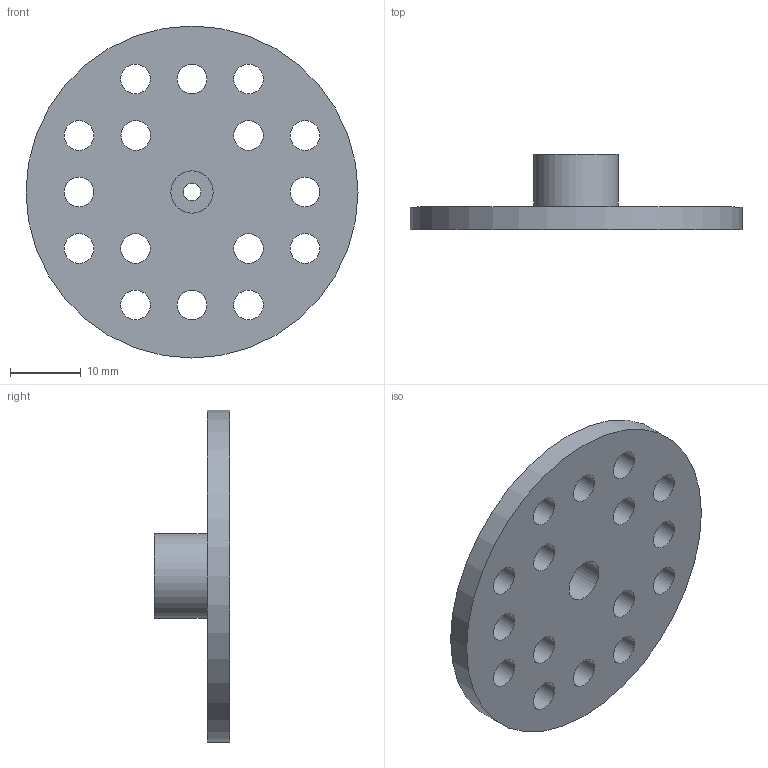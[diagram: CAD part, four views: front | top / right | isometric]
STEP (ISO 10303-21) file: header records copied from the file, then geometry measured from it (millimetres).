
FILE_DESCRIPTION(/* description */ (''),/* implementation_level */ '2;1');
FILE_NAME(/* name */ 'Matrix_13-0002.ipt.stp',/* time_stamp */ '2014-12-18T17:44:14-08:00',/* author */ ('Autodesk Inc.'),/* organization */ ('Autodesk Inc.'),/* preprocessor_version */ 'ST-DEVELOPER v15.6',/* originating_system */ 'Autodesk Inventor 2015',/* authorisation */ '');
FILE_SCHEMA (('AUTOMOTIVE_DESIGN { 1 0 10303 214 3 1 1 }'));
Length unit declared in the file: millimetre
Products named in the file (1): Matrix_13-0002
Bounding box: 47 x 10.7 x 47 mm (x, y, z)
Volume: 5413.8 mm3; surface area: 4650.7 mm2
Topology: 1 solids, 1 shells, 225 faces, 560 edges, 340 vertices
Faces by surface type: plane 105, cone 100, cylinder 20
Full cylindrical faces by diameter (mm): 2.5 x1, 4.2 x16, 6 x1, 12 x1, 47 x1
Entity records: 6596 total; most frequent: DIRECTION 1182, CARTESIAN_POINT 1106, ORIENTED_EDGE 1080, EDGE_CURVE 540, AXIS2_PLACEMENT_3D 416, LINE 350, VECTOR 350, VERTEX_POINT 340
